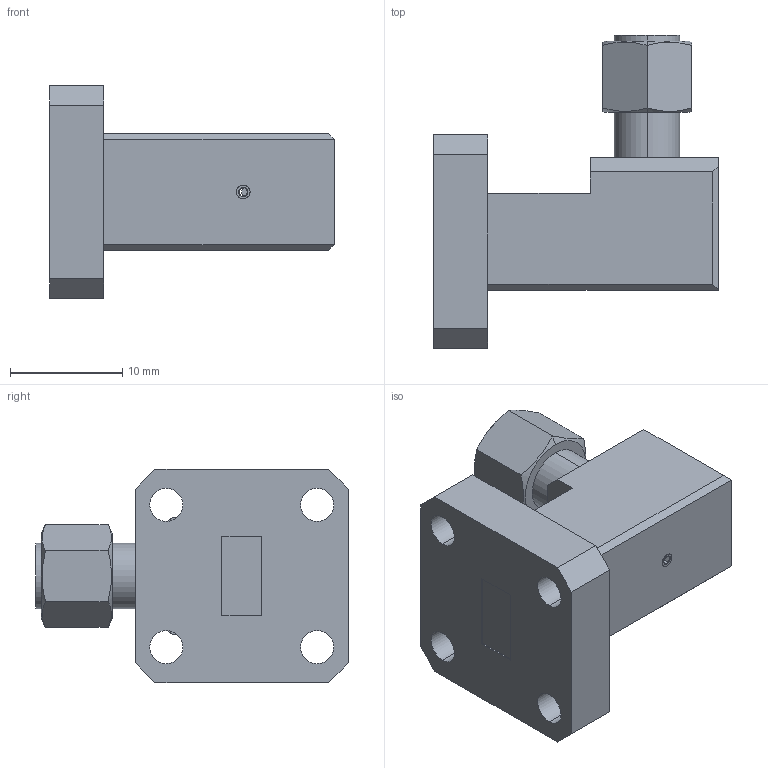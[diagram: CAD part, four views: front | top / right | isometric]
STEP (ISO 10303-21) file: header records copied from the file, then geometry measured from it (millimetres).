
FILE_DESCRIPTION (( 'STEP AP203' ), '1' );
FILE_NAME ('SWC-28VM-R1.STEP', '2018-11-06T17:51:49', ( '' ), ( '' ), 'SwSTEP 2.0', 'SolidWorks 2016', '' );
FILE_SCHEMA (( 'CONFIG_CONTROL_DESIGN' ));
Length unit declared in the file: inch
Products named in the file (1): SWC-28VM-R1
Bounding box: 25.4 x 27.93 x 19.05 mm (x, y, z)
Surface area: 2566.1 mm2 (no closed solid volume)
Topology: 0 solids, 6 shells, 96 faces, 232 edges, 145 vertices
Faces by surface type: plane 58, cone 22, cylinder 16
Entity records: 2980 total; most frequent: CARTESIAN_POINT 668, DIRECTION 466, ORIENTED_EDGE 432, EDGE_CURVE 230, AXIS2_PLACEMENT_3D 167, VERTEX_POINT 145, VECTOR 132, LINE 132
